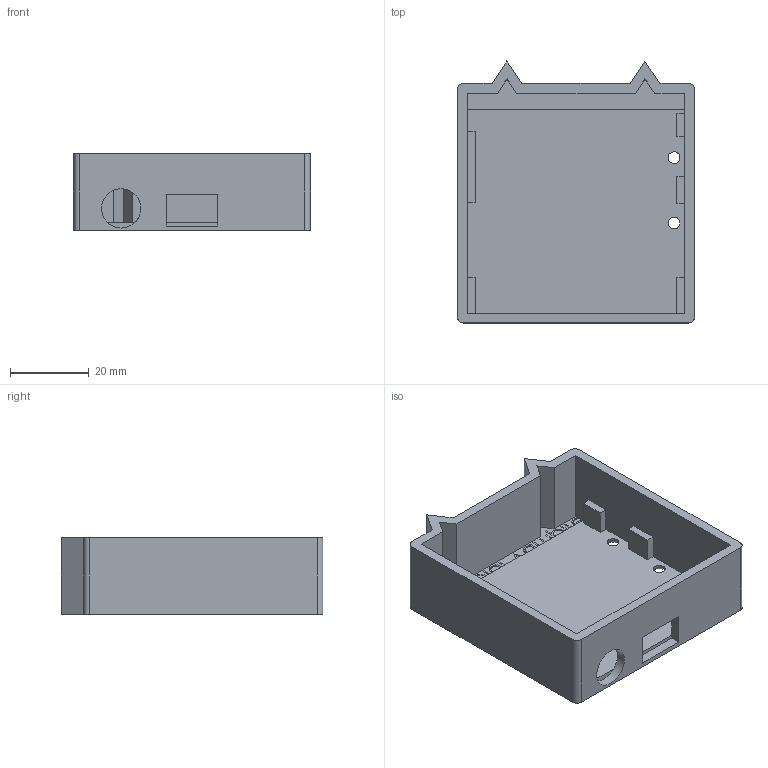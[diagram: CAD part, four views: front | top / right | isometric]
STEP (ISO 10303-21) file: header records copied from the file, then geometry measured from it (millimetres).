
FILE_DESCRIPTION (( 'STEP AP214' ), '1' );
FILE_NAME ('housing_top.step', '2025-09-23T22:35:44', ( '' ), ( '' ), 'SwSTEP 2.0', 'SolidWorks 2022', '' );
FILE_SCHEMA (( 'AUTOMOTIVE_DESIGN' ));
Length unit declared in the file: millimetre
Products named in the file (1): housing_top
Bounding box: 60.2 x 66.52 x 19.5 mm (x, y, z)
Volume: 17492.4 mm3; surface area: 17076.8 mm2
Topology: 25 solids, 25 shells, 597 faces, 1538 edges, 1024 vertices
Faces by surface type: plane 357, bspline 206, cylinder 30, torus 4
Entity records: 30302 total; most frequent: CARTESIAN_POINT 13750, ORIENTED_EDGE 3076, DIRECTION 1984, EDGE_CURVE 1538, LINE 1052, VECTOR 1052, VERTEX_POINT 1024, EDGE_LOOP 658
